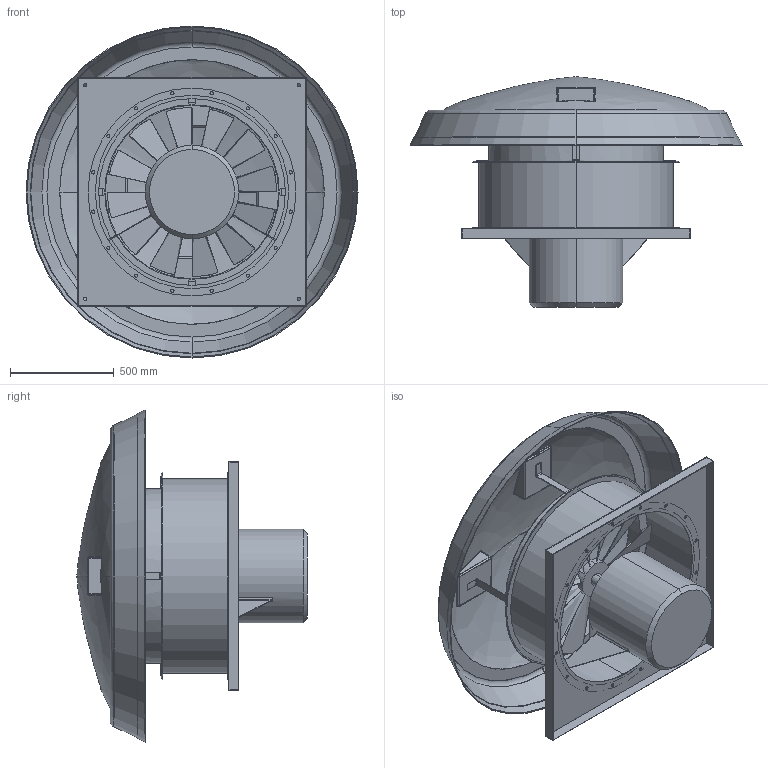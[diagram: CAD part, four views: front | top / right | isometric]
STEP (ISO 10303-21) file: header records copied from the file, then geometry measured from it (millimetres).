
FILE_DESCRIPTION (( 'STEP AP214' ), '1' );
FILE_NAME ('TACC_900.STEP', '2017-05-15T14:17:34', ( '' ), ( '' ), 'SwSTEP 2.0', 'SolidWorks 2016', '' );
FILE_SCHEMA (( 'AUTOMOTIVE_DESIGN' ));
Length unit declared in the file: millimetre
Products named in the file (1): TACC_900
Bounding box: 1600 x 1110 x 1600 mm (x, y, z)
Volume: 82855553.2 mm3; surface area: 11592229.9 mm2
Topology: 1 solids, 1 shells, 508 faces, 1281 edges, 754 vertices
Faces by surface type: plane 171, cylinder 151, bspline 140, sphere 32, cone 10, torus 4
Entity records: 23629 total; most frequent: CARTESIAN_POINT 11400, ORIENTED_EDGE 2490, DIRECTION 1979, EDGE_CURVE 1245, VERTEX_POINT 754, AXIS2_PLACEMENT_3D 743, EDGE_LOOP 581, FACE_OUTER_BOUND 508
